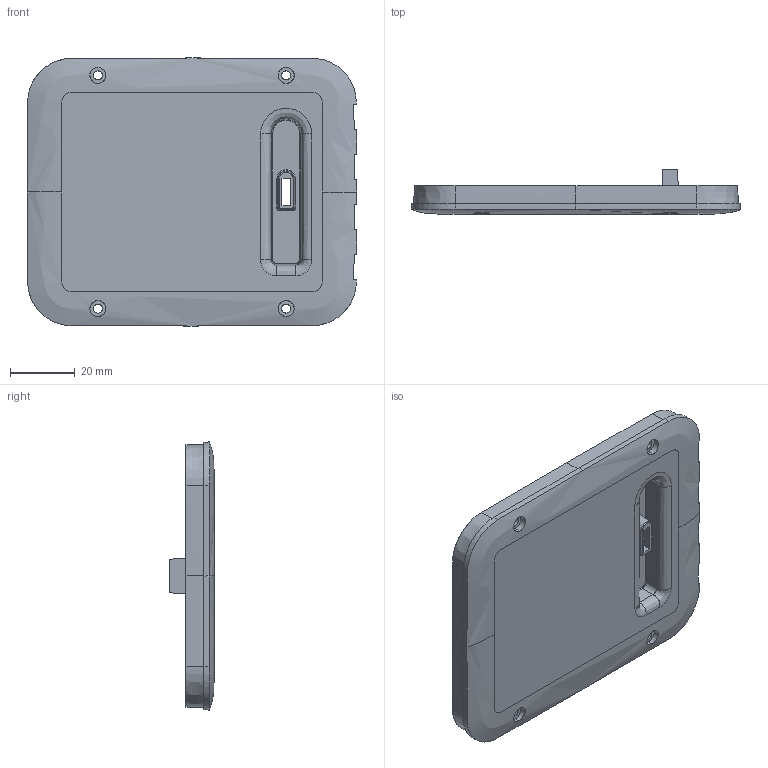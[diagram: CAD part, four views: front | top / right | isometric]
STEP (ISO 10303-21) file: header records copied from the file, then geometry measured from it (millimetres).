
FILE_DESCRIPTION(/* description */ (''),/* implementation_level */ '2;1');
FILE_NAME(/* name */ 'B2.1.2 Bottom Cover',/* time_stamp */ '2014-12-16T14:48:36+00:00',/* author */ (''),/* organization */ (''),/* preprocessor_version */ 'ST-DEVELOPER v15',/* originating_system */ '',/* authorisation */ '');
FILE_SCHEMA (('AUTOMOTIVE_DESIGN'));
Length unit declared in the file: millimetre
Products named in the file (1): Document
Bounding box: 102.1 x 13.68 x 83.11 mm (x, y, z)
Surface area: 23543.7 mm2 (no closed solid volume)
Topology: 0 solids, 1 shells, 288 faces, 812 edges, 489 vertices
Faces by surface type: bspline 217, plane 71
Entity records: 26582 total; most frequent: CARTESIAN_POINT 21955, ORIENTED_EDGE 1536, EDGE_CURVE 804, B_SPLINE_CURVE_WITH_KNOTS 569, VERTEX_POINT 489, EDGE_LOOP 308, ADVANCED_FACE 288, FACE_OUTER_BOUND 288
